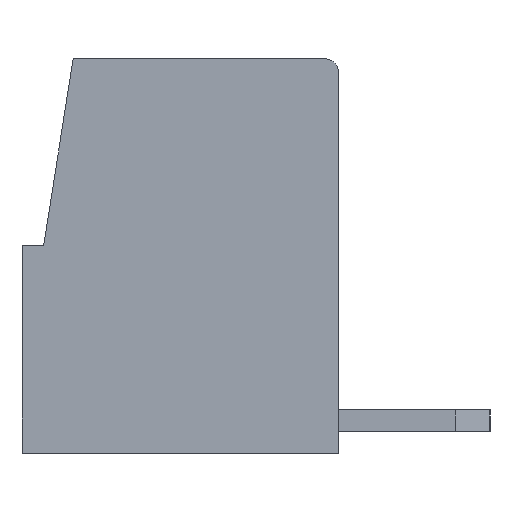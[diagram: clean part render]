
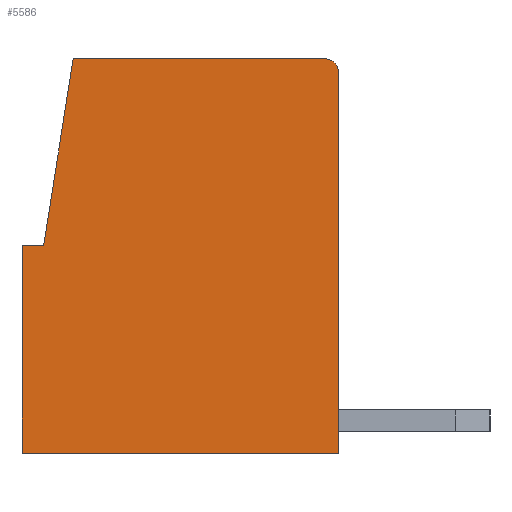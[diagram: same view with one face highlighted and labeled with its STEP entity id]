
A CAD part, left-side view. The second image highlights one B-rep face of the part: STEP entity #5586.
In plain terms, the highlighted planar face has unit normal (-1, 0, 0).
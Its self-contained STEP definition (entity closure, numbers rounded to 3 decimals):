
#77=PLANE('',#7444);
#346=CIRCLE('',#7433,0.3);
#481=ORIENTED_EDGE('',*,*,#2077,.T.);
#482=ORIENTED_EDGE('',*,*,#2034,.F.);
#483=ORIENTED_EDGE('',*,*,#2091,.F.);
#484=ORIENTED_EDGE('',*,*,#2092,.T.);
#485=ORIENTED_EDGE('',*,*,#2093,.T.);
#486=ORIENTED_EDGE('',*,*,#2035,.T.);
#487=ORIENTED_EDGE('',*,*,#2090,.T.);
#2034=EDGE_CURVE('',#2850,#2848,#346,.T.);
#2035=EDGE_CURVE('',#2851,#2852,#3389,.T.);
#2077=EDGE_CURVE('',#2890,#2848,#3430,.T.);
#2090=EDGE_CURVE('',#2852,#2890,#3443,.T.);
#2091=EDGE_CURVE('',#2897,#2850,#3444,.T.);
#2092=EDGE_CURVE('',#2897,#2898,#3445,.T.);
#2093=EDGE_CURVE('',#2898,#2851,#3446,.T.);
#2848=VERTEX_POINT('',#9285);
#2850=VERTEX_POINT('',#9289);
#2851=VERTEX_POINT('',#9293);
#2852=VERTEX_POINT('',#9294);
#2890=VERTEX_POINT('',#9376);
#2897=VERTEX_POINT('',#9404);
#2898=VERTEX_POINT('',#9406);
#3389=LINE('',#9292,#4151);
#3430=LINE('',#9375,#4192);
#3443=LINE('',#9401,#4205);
#3444=LINE('',#9403,#4206);
#3445=LINE('',#9405,#4207);
#3446=LINE('',#9407,#4208);
#4151=VECTOR('',#7805,1000.);
#4192=VECTOR('',#7852,1000.);
#4205=VECTOR('',#7877,1000.);
#4206=VECTOR('',#7880,1000.);
#4207=VECTOR('',#7881,1000.);
#4208=VECTOR('',#7882,1000.);
#4921=EDGE_LOOP('',(#481,#482,#483,#484,#485,#486,#487));
#5243=FACE_BOUND('',#4921,.T.);
#5586=ADVANCED_FACE('',(#5243),#77,.F.);
#7433=AXIS2_PLACEMENT_3D('',#9290,#7801,#7802);
#7444=AXIS2_PLACEMENT_3D('',#9402,#7878,#7879);
#7801=DIRECTION('',(1.,0.,0.));
#7802=DIRECTION('',(0.,-1.,0.));
#7805=DIRECTION('',(0.,0.,-1.));
#7852=DIRECTION('',(0.,0.,1.));
#7877=DIRECTION('',(0.,-1.,0.));
#7878=DIRECTION('',(1.,0.,0.));
#7879=DIRECTION('',(0.,1.,0.));
#7880=DIRECTION('',(0.,-1.,0.));
#7881=DIRECTION('',(0.,0.156,-0.988));
#7882=DIRECTION('',(0.,1.,0.));
#9285=CARTESIAN_POINT('',(-1.75,-7.3,8.8));
#9289=CARTESIAN_POINT('',(-1.75,-7.,9.1));
#9290=CARTESIAN_POINT('',(-1.75,-7.,8.8));
#9292=CARTESIAN_POINT('',(-1.75,0.,0.));
#9293=CARTESIAN_POINT('',(-1.75,0.,4.8));
#9294=CARTESIAN_POINT('',(-1.75,0.,0.));
#9375=CARTESIAN_POINT('',(-1.75,-7.3,0.));
#9376=CARTESIAN_POINT('',(-1.75,-7.3,0.));
#9401=CARTESIAN_POINT('',(-1.75,-3.5,0.));
#9402=CARTESIAN_POINT('',(-1.75,-11.88,0.));
#9403=CARTESIAN_POINT('',(-1.75,-3.5,9.1));
#9404=CARTESIAN_POINT('',(-1.75,-1.181,9.1));
#9405=CARTESIAN_POINT('',(-1.75,0.26,0.));
#9406=CARTESIAN_POINT('',(-1.75,-0.5,4.8));
#9407=CARTESIAN_POINT('',(-1.75,-3.5,4.8));
